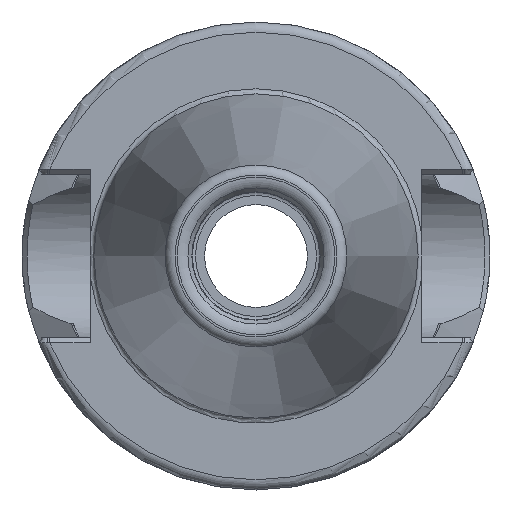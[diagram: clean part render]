
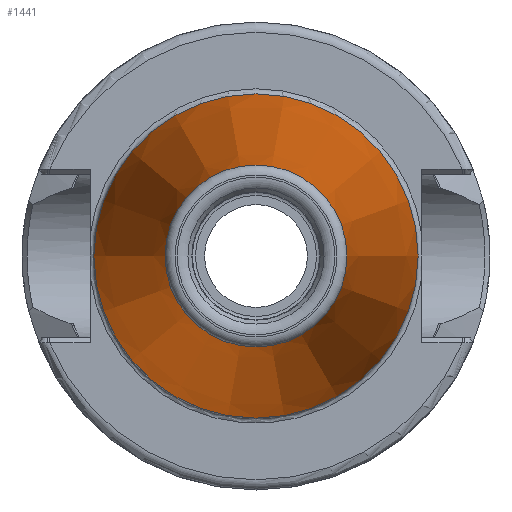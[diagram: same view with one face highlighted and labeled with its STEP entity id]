
A CAD part, left-side view. The second image highlights one B-rep face of the part: STEP entity #1441.
In plain terms, the highlighted conical face has half-angle 8.297 degrees and reference radius 12.437 mm.
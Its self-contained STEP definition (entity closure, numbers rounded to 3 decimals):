
#45=CONICAL_SURFACE('',#1623,12.437,0.145);
#184=CIRCLE('',#1619,8.941);
#185=CIRCLE('',#1620,8.941);
#186=CIRCLE('',#1621,8.941);
#188=CIRCLE('',#1624,15.933);
#189=CIRCLE('',#1625,15.933);
#262=FACE_OUTER_BOUND('',#346,.T.);
#346=EDGE_LOOP('',(#1338,#1339,#1340,#1341,#1342,#1343,#1344));
#411=LINE('',#3352,#476);
#476=VECTOR('',#2018,12.437);
#678=VERTEX_POINT('',#3340);
#679=VERTEX_POINT('',#3341);
#680=VERTEX_POINT('',#3343);
#681=VERTEX_POINT('',#3348);
#682=VERTEX_POINT('',#3349);
#898=EDGE_CURVE('',#678,#679,#184,.T.);
#899=EDGE_CURVE('',#680,#678,#185,.T.);
#900=EDGE_CURVE('',#679,#680,#186,.T.);
#902=EDGE_CURVE('',#681,#682,#188,.T.);
#903=EDGE_CURVE('',#682,#681,#189,.T.);
#904=EDGE_CURVE('',#682,#680,#411,.T.);
#1338=ORIENTED_EDGE('',*,*,#902,.F.);
#1339=ORIENTED_EDGE('',*,*,#903,.F.);
#1340=ORIENTED_EDGE('',*,*,#904,.T.);
#1341=ORIENTED_EDGE('',*,*,#899,.T.);
#1342=ORIENTED_EDGE('',*,*,#898,.T.);
#1343=ORIENTED_EDGE('',*,*,#900,.T.);
#1344=ORIENTED_EDGE('',*,*,#904,.F.);
#1441=ADVANCED_FACE('',(#262),#45,.T.);
#1619=AXIS2_PLACEMENT_3D('',#3342,#2004,#2005);
#1620=AXIS2_PLACEMENT_3D('',#3344,#2006,#2007);
#1621=AXIS2_PLACEMENT_3D('',#3345,#2008,#2009);
#1623=AXIS2_PLACEMENT_3D('',#3347,#2012,#2013);
#1624=AXIS2_PLACEMENT_3D('',#3350,#2014,#2015);
#1625=AXIS2_PLACEMENT_3D('',#3351,#2016,#2017);
#2004=DIRECTION('center_axis',(1.,0.,0.));
#2005=DIRECTION('ref_axis',(0.,0.,-1.));
#2006=DIRECTION('center_axis',(1.,0.,0.));
#2007=DIRECTION('ref_axis',(0.,0.,-1.));
#2008=DIRECTION('center_axis',(1.,0.,0.));
#2009=DIRECTION('ref_axis',(0.,0.,-1.));
#2012=DIRECTION('center_axis',(1.,0.,0.));
#2013=DIRECTION('ref_axis',(0.,1.,0.));
#2014=DIRECTION('center_axis',(1.,0.,0.));
#2015=DIRECTION('ref_axis',(0.,0.,-1.));
#2016=DIRECTION('center_axis',(1.,0.,0.));
#2017=DIRECTION('ref_axis',(0.,0.,-1.));
#2018=DIRECTION('',(-0.99,0.144,0.));
#3340=CARTESIAN_POINT('',(-47.944,8.941,0.));
#3341=CARTESIAN_POINT('',(-47.944,0.,8.941));
#3342=CARTESIAN_POINT('Origin',(-47.944,0.,
0.));
#3343=CARTESIAN_POINT('',(-47.944,-8.941,0.));
#3344=CARTESIAN_POINT('Origin',(-47.944,0.,
0.));
#3345=CARTESIAN_POINT('Origin',(-47.944,0.,
0.));
#3347=CARTESIAN_POINT('Origin',(-23.972,0.,
0.));
#3348=CARTESIAN_POINT('',(0.,15.933,0.));
#3349=CARTESIAN_POINT('',(0.,-15.933,0.));
#3350=CARTESIAN_POINT('Origin',(0.,0.,
0.));
#3351=CARTESIAN_POINT('Origin',(0.,0.,
0.));
#3352=CARTESIAN_POINT('',(-23.972,-12.437,0.));
